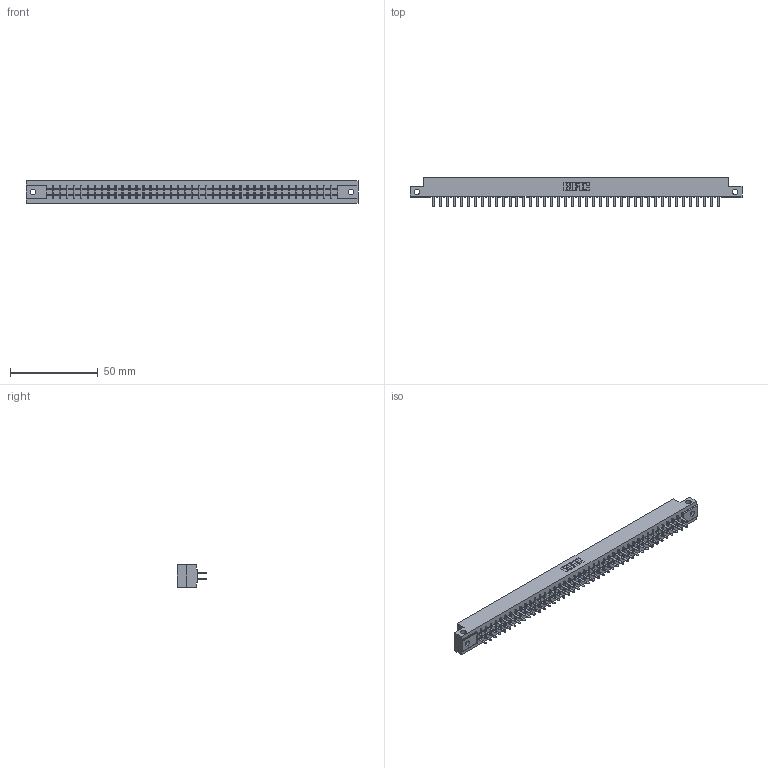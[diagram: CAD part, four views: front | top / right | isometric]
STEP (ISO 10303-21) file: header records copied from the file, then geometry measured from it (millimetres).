
FILE_DESCRIPTION (( 'STEP AP203' ), '1' );
FILE_NAME ('315-084-520-212.STEP', '2020-09-20T04:26:14', ( '' ), ( '' ), 'SwSTEP 2.0', 'SolidWorks 2020', '' );
FILE_SCHEMA (( 'CONFIG_CONTROL_DESIGN' ));
Length unit declared in the file: inch
Products named in the file (3): 315-084-520-212; 305-290-001_520; 305 Part_.128 Dia
Assembly tree (85 placements, depth 2):
  315-084-520-212
    305 Part_.128 Dia
    305-290-001_520  x84
Bounding box: 189.43 x 17.09 x 12.7 mm (x, y, z)
Volume: 19554.9 mm3; surface area: 25019.9 mm2
Topology: 85 solids, 85 shells, 3992 faces, 11398 edges, 7368 vertices
Faces by surface type: plane 2336, cylinder 1488, sphere 168
Entity records: 45761 total; most frequent: CARTESIAN_POINT 7620, ORIENTED_EDGE 7520, DIRECTION 7310, EDGE_CURVE 3760, VECTOR 3026, LINE 3026, VERTEX_POINT 2388, AXIS2_PLACEMENT_3D 2142
